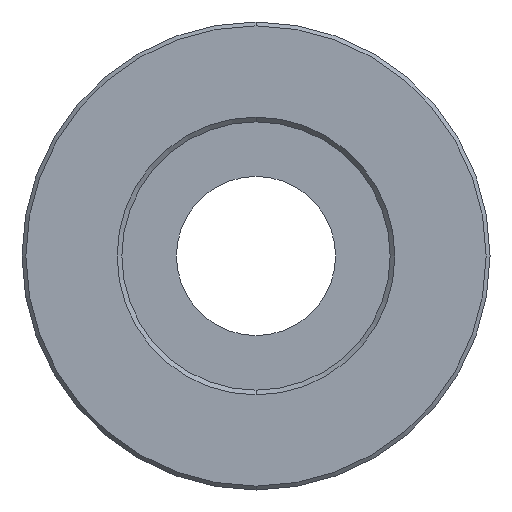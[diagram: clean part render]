
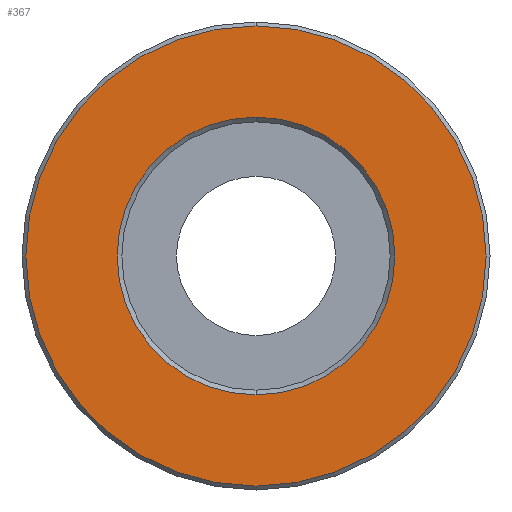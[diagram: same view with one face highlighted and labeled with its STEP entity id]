
A CAD part, front view. The second image highlights one B-rep face of the part: STEP entity #367.
In plain terms, the highlighted planar face has unit normal (0, -1, 0).
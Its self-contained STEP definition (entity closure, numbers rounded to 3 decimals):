
#3 = FACE_OUTER_BOUND ( 'NONE', #196, .T. ) ;
#8 = DIRECTION ( 'NONE',  ( 0., -1., 0. ) ) ;
#35 = CIRCLE ( 'NONE', #418, 14.75 ) ;
#44 = EDGE_LOOP ( 'NONE', ( #247, #292 ) ) ;
#63 = EDGE_CURVE ( 'NONE', #539, #180, #523, .T. ) ;
#69 = DIRECTION ( 'NONE',  ( 0., -1., 0. ) ) ;
#77 = CARTESIAN_POINT ( 'NONE',  ( 0., 0., -8.9 ) ) ;
#116 = FACE_BOUND ( 'NONE', #44, .T. ) ;
#123 = CARTESIAN_POINT ( 'NONE',  ( 0., 0., -14.75 ) ) ;
#144 = CARTESIAN_POINT ( 'NONE',  ( 0., 0., 0. ) ) ;
#150 = PLANE ( 'NONE',  #381 ) ;
#153 = CARTESIAN_POINT ( 'NONE',  ( 0., 0., 8.9 ) ) ;
#169 = ORIENTED_EDGE ( 'NONE', *, *, #63, .T. ) ;
#180 = VERTEX_POINT ( 'NONE', #446 ) ;
#183 = DIRECTION ( 'NONE',  ( 0., 0., -1. ) ) ;
#186 = CARTESIAN_POINT ( 'NONE',  ( -8.6, 0., 0. ) ) ;
#190 = CARTESIAN_POINT ( 'NONE',  ( 0., 0., 0. ) ) ;
#196 = EDGE_LOOP ( 'NONE', ( #256, #169 ) ) ;
#212 = DIRECTION ( 'NONE',  ( 0., 1., 0. ) ) ;
#247 = ORIENTED_EDGE ( 'NONE', *, *, #327, .T. ) ;
#249 = AXIS2_PLACEMENT_3D ( 'NONE', #190, #8, #268 ) ;
#256 = ORIENTED_EDGE ( 'NONE', *, *, #316, .T. ) ;
#258 = DIRECTION ( 'NONE',  ( 0., -1., 0. ) ) ;
#268 = DIRECTION ( 'NONE',  ( 0., 0., -1. ) ) ;
#292 = ORIENTED_EDGE ( 'NONE', *, *, #318, .T. ) ;
#314 = CARTESIAN_POINT ( 'NONE',  ( 0., 0., 0. ) ) ;
#316 = EDGE_CURVE ( 'NONE', #180, #539, #35, .T. ) ;
#318 = EDGE_CURVE ( 'NONE', #522, #503, #486, .T. ) ;
#327 = EDGE_CURVE ( 'NONE', #503, #522, #354, .T. ) ;
#354 = CIRCLE ( 'NONE', #387, 8.9 ) ;
#358 = DIRECTION ( 'NONE',  ( 0., 0., -1. ) ) ;
#367 = ADVANCED_FACE ( 'NONE', ( #116, #3 ), #150, .T. ) ;
#381 = AXIS2_PLACEMENT_3D ( 'NONE', #186, #258, #507 ) ;
#387 = AXIS2_PLACEMENT_3D ( 'NONE', #506, #212, #542 ) ;
#418 = AXIS2_PLACEMENT_3D ( 'NONE', #314, #69, #358 ) ;
#420 = AXIS2_PLACEMENT_3D ( 'NONE', #144, #470, #183 ) ;
#446 = CARTESIAN_POINT ( 'NONE',  ( 0., 0., 14.75 ) ) ;
#470 = DIRECTION ( 'NONE',  ( 0., 1., 0. ) ) ;
#486 = CIRCLE ( 'NONE', #420, 8.9 ) ;
#503 = VERTEX_POINT ( 'NONE', #77 ) ;
#506 = CARTESIAN_POINT ( 'NONE',  ( 0., 0., 0. ) ) ;
#507 = DIRECTION ( 'NONE',  ( 0., 0., -1. ) ) ;
#522 = VERTEX_POINT ( 'NONE', #153 ) ;
#523 = CIRCLE ( 'NONE', #249, 14.75 ) ;
#539 = VERTEX_POINT ( 'NONE', #123 ) ;
#542 = DIRECTION ( 'NONE',  ( 0., 0., -1. ) ) ;
